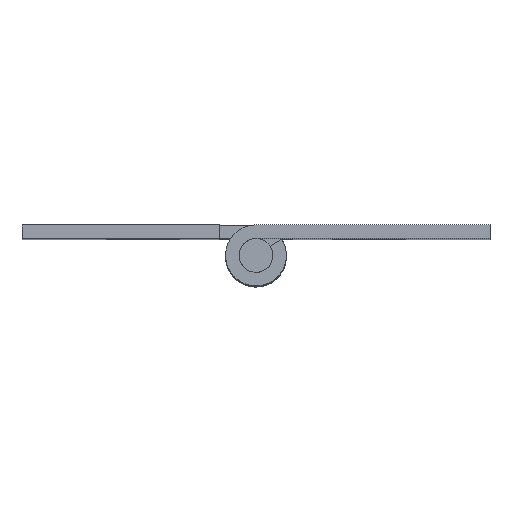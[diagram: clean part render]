
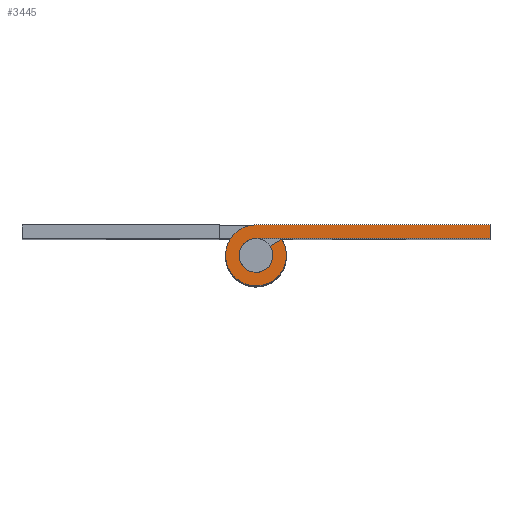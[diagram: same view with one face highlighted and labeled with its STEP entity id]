
A CAD part, top view. The second image highlights one B-rep face of the part: STEP entity #3445.
In plain terms, the highlighted free-form (B-spline) face has degree [1, 1] with [2, 2] control points.
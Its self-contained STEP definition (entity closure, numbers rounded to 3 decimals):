
#3368=CARTESIAN_POINT('',(-3.871,-2.969,64.));
#3369=CARTESIAN_POINT('',(21.921,-2.969,64.));
#3370=CARTESIAN_POINT('',(-3.871,2.97,64.));
#3371=CARTESIAN_POINT('',(21.921,2.97,64.));
#3372=B_SPLINE_SURFACE_WITH_KNOTS('',1,1,((#3368,#3370),(#3369,#3371)),.UNSPECIFIED.,.F.,.F.,.U.,(2,2),(2,2),(0.0,25.792),(0.0,5.938),.UNSPECIFIED.);
#3373=CARTESIAN_POINT('',(0.,1.5,64.));
#3374=VERTEX_POINT('',#3373);
#3375=CARTESIAN_POINT('',(20.75,1.5,64.));
#3376=VERTEX_POINT('',#3375);
#3377=CARTESIAN_POINT('',(0.,1.5,64.));
#3378=CARTESIAN_POINT('',(20.75,1.5,64.));
#3379=QUASI_UNIFORM_CURVE('',1,(#3377,#3378),.UNSPECIFIED.,.F.,.U.);
#3380=EDGE_CURVE('',#3374,#3376,#3379,.T.);
#3381=ORIENTED_EDGE('',*,*,#3380,.T.);
#3382=CARTESIAN_POINT('',(20.75,2.7,64.));
#3383=VERTEX_POINT('',#3382);
#3384=CARTESIAN_POINT('',(20.75,1.5,64.));
#3385=CARTESIAN_POINT('',(20.75,2.7,64.));
#3386=QUASI_UNIFORM_CURVE('',1,(#3384,#3385),.UNSPECIFIED.,.F.,.U.);
#3387=EDGE_CURVE('',#3376,#3383,#3386,.T.);
#3388=ORIENTED_EDGE('',*,*,#3387,.T.);
#3389=CARTESIAN_POINT('',(0.0,2.7,64.));
#3390=VERTEX_POINT('',#3389);
#3391=CARTESIAN_POINT('',(20.75,2.7,64.));
#3392=CARTESIAN_POINT('',(0.0,2.7,64.));
#3393=QUASI_UNIFORM_CURVE('',1,(#3391,#3392),.UNSPECIFIED.,.F.,.U.);
#3394=EDGE_CURVE('',#3383,#3390,#3393,.T.);
#3395=ORIENTED_EDGE('',*,*,#3394,.T.);
#3396=CARTESIAN_POINT('',(2.278,1.45,64.));
#3397=VERTEX_POINT('',#3396);
#3398=CARTESIAN_POINT('',(2.278,1.45,64.));
#3399=CARTESIAN_POINT('',(3.403,-0.317,64.));
#3400=CARTESIAN_POINT('',(1.97,-1.846,64.));
#3401=CARTESIAN_POINT('',(0.538,-3.375,64.));
#3402=CARTESIAN_POINT('',(-1.299,-2.367,64.));
#3403=CARTESIAN_POINT('',(-3.136,-1.359,64.));
#3404=CARTESIAN_POINT('',(-2.615,0.671,64.));
#3405=CARTESIAN_POINT('',(-2.095,2.7,64.));
#3406=CARTESIAN_POINT('',(0.0,2.7,64.));
#3414=(BOUNDED_CURVE()B_SPLINE_CURVE(2,(#3398,#3399,#3400,#3401,#3402,#3403,#3404,#3405,#3406),.UNSPECIFIED.,.F.,.U.)B_SPLINE_CURVE_WITH_KNOTS((3,2,2,2,3),(0.0,0.25,0.5,0.75,1.0),.UNSPECIFIED.)CURVE()GEOMETRIC_REPRESENTATION_ITEM()RATIONAL_B_SPLINE_CURVE((1.0,0.79,1.0,0.79,1.0,0.79,1.0,0.79,1.0))REPRESENTATION_ITEM(''));
#3415=EDGE_CURVE('',#3397,#3390,#3414,.T.);
#3416=ORIENTED_EDGE('',*,*,#3415,.F.);
#3417=CARTESIAN_POINT('',(1.265,0.806,64.));
#3418=VERTEX_POINT('',#3417);
#3419=CARTESIAN_POINT('',(2.278,1.45,64.));
#3420=CARTESIAN_POINT('',(1.265,0.806,64.));
#3421=QUASI_UNIFORM_CURVE('',1,(#3419,#3420),.UNSPECIFIED.,.F.,.U.);
#3422=EDGE_CURVE('',#3397,#3418,#3421,.T.);
#3423=ORIENTED_EDGE('',*,*,#3422,.T.);
#3424=CARTESIAN_POINT('',(1.265,0.806,64.));
#3425=CARTESIAN_POINT('',(1.89,-0.176,64.));
#3426=CARTESIAN_POINT('',(1.095,-1.026,64.));
#3427=CARTESIAN_POINT('',(0.299,-1.875,64.));
#3428=CARTESIAN_POINT('',(-0.722,-1.315,64.));
#3429=CARTESIAN_POINT('',(-1.742,-0.755,64.));
#3430=CARTESIAN_POINT('',(-1.453,0.373,64.));
#3431=CARTESIAN_POINT('',(-1.164,1.5,64.));
#3432=CARTESIAN_POINT('',(0.0,1.5,64.));
#3440=(BOUNDED_CURVE()B_SPLINE_CURVE(2,(#3424,#3425,#3426,#3427,#3428,#3429,#3430,#3431,#3432),.UNSPECIFIED.,.F.,.U.)B_SPLINE_CURVE_WITH_KNOTS((3,2,2,2,3),(0.0,0.25,0.5,0.75,1.0),.UNSPECIFIED.)CURVE()GEOMETRIC_REPRESENTATION_ITEM()RATIONAL_B_SPLINE_CURVE((1.0,0.79,1.0,0.79,1.0,0.79,1.0,0.79,1.0))REPRESENTATION_ITEM(''));
#3441=EDGE_CURVE('',#3418,#3374,#3440,.T.);
#3442=ORIENTED_EDGE('',*,*,#3441,.T.);
#3443=EDGE_LOOP('',(#3381,#3388,#3395,#3416,#3423,#3442));
#3444=FACE_OUTER_BOUND('',#3443,.T.);
#3445=ADVANCED_FACE('',(#3444),#3372,.T.);
